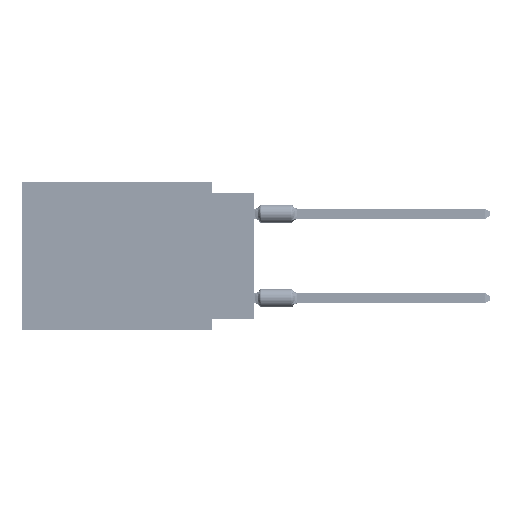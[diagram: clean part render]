
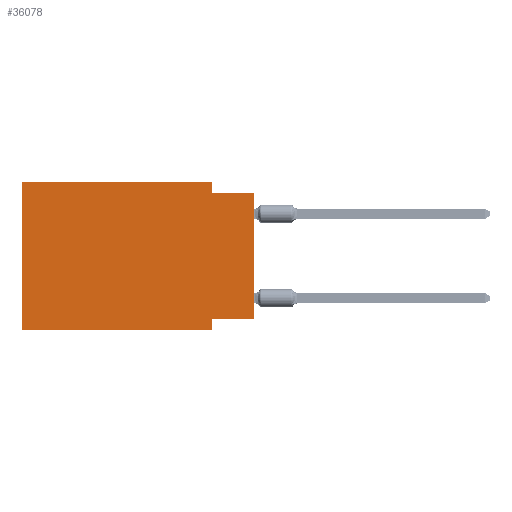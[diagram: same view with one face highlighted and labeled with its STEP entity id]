
A CAD part, left-side view. The second image highlights one B-rep face of the part: STEP entity #36078.
In plain terms, the highlighted planar face has unit normal (-1, 0, 0).
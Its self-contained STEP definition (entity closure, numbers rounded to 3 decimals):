
#2086 = VERTEX_POINT ( 'NONE', #22252 ) ;
#3008 = CARTESIAN_POINT ( 'NONE',  ( 0., 13.97, -8.89 ) ) ;
#3446 = ORIENTED_EDGE ( 'NONE', *, *, #53821, .F. ) ;
#6364 = CARTESIAN_POINT ( 'NONE',  ( 0., 13.97, 0. ) ) ;
#6387 = CARTESIAN_POINT ( 'NONE',  ( 0., 2.54, -8.255 ) ) ;
#7728 = VERTEX_POINT ( 'NONE', #49854 ) ;
#8059 = VERTEX_POINT ( 'NONE', #21883 ) ;
#8642 = ORIENTED_EDGE ( 'NONE', *, *, #48025, .F. ) ;
#14837 = DIRECTION ( 'NONE',  ( 0., -1., 0. ) ) ;
#17667 = EDGE_CURVE ( 'NONE', #62297, #42803, #62480, .T. ) ;
#18243 = VECTOR ( 'NONE', #21943, 1000. ) ;
#21754 = DIRECTION ( 'NONE',  ( 0., -1., 0. ) ) ;
#21883 = CARTESIAN_POINT ( 'NONE',  ( 0., 13.97, -8.89 ) ) ;
#21943 = DIRECTION ( 'NONE',  ( 0., 0., 1. ) ) ;
#22252 = CARTESIAN_POINT ( 'NONE',  ( 0., 2.54, -8.89 ) ) ;
#22566 = ORIENTED_EDGE ( 'NONE', *, *, #45176, .F. ) ;
#23475 = DIRECTION ( 'NONE',  ( 1., 0., 0. ) ) ;
#26194 = CARTESIAN_POINT ( 'NONE',  ( 0., 0., -8.255 ) ) ;
#26750 = EDGE_CURVE ( 'NONE', #66168, #42803, #79350, .T. ) ;
#27023 = DIRECTION ( 'NONE',  ( 0., 1., 0. ) ) ;
#28493 = CARTESIAN_POINT ( 'NONE',  ( 0., 0., 0. ) ) ;
#29015 = VERTEX_POINT ( 'NONE', #6364 ) ;
#29369 = ORIENTED_EDGE ( 'NONE', *, *, #55545, .T. ) ;
#29462 = AXIS2_PLACEMENT_3D ( 'NONE', #74547, #23475, #70128 ) ;
#29923 = CARTESIAN_POINT ( 'NONE',  ( 0., 2.54, 0. ) ) ;
#34759 = DIRECTION ( 'NONE',  ( 0., 0., 1. ) ) ;
#36078 = ADVANCED_FACE ( 'NONE', ( #81079 ), #47939, .F. ) ;
#36521 = ORIENTED_EDGE ( 'NONE', *, *, #17667, .T. ) ;
#39246 = EDGE_CURVE ( 'NONE', #29015, #7728, #47915, .T. ) ;
#39753 = DIRECTION ( 'NONE',  ( 0., 0., -1. ) ) ;
#42449 = VECTOR ( 'NONE', #21754, 1000. ) ;
#42803 = VERTEX_POINT ( 'NONE', #80791 ) ;
#43015 = CARTESIAN_POINT ( 'NONE',  ( 0., 13.97, 0. ) ) ;
#43054 = ORIENTED_EDGE ( 'NONE', *, *, #39246, .F. ) ;
#43240 = VECTOR ( 'NONE', #68819, 1000. ) ;
#45176 = EDGE_CURVE ( 'NONE', #8059, #29015, #61783, .T. ) ;
#45443 = VECTOR ( 'NONE', #83098, 1000. ) ;
#47897 = EDGE_LOOP ( 'NONE', ( #36521, #80363, #53297, #43054, #22566, #29369, #8642, #3446 ) ) ;
#47915 = LINE ( 'NONE', #68423, #42449 ) ;
#47939 = PLANE ( 'NONE',  #29462 ) ;
#48025 = EDGE_CURVE ( 'NONE', #59727, #2086, #59371, .T. ) ;
#49127 = LINE ( 'NONE', #29923, #45443 ) ;
#49854 = CARTESIAN_POINT ( 'NONE',  ( 0., 2.54, 0. ) ) ;
#50271 = EDGE_CURVE ( 'NONE', #7728, #66168, #49127, .T. ) ;
#53297 = ORIENTED_EDGE ( 'NONE', *, *, #50271, .F. ) ;
#53821 = EDGE_CURVE ( 'NONE', #62297, #59727, #67568, .T. ) ;
#54877 = VECTOR ( 'NONE', #27023, 1000. ) ;
#55545 = EDGE_CURVE ( 'NONE', #8059, #2086, #77044, .T. ) ;
#59002 = VECTOR ( 'NONE', #34759, 1000. ) ;
#59371 = LINE ( 'NONE', #79855, #78622 ) ;
#59727 = VERTEX_POINT ( 'NONE', #6387 ) ;
#60147 = CARTESIAN_POINT ( 'NONE',  ( 0., 0., -8.255 ) ) ;
#61783 = LINE ( 'NONE', #43015, #59002 ) ;
#62297 = VERTEX_POINT ( 'NONE', #26194 ) ;
#62480 = LINE ( 'NONE', #28493, #18243 ) ;
#66168 = VERTEX_POINT ( 'NONE', #77317 ) ;
#67568 = LINE ( 'NONE', #60147, #54877 ) ;
#68423 = CARTESIAN_POINT ( 'NONE',  ( 0., 13.97, 0. ) ) ;
#68819 = DIRECTION ( 'NONE',  ( 0., -1., 0. ) ) ;
#70128 = DIRECTION ( 'NONE',  ( 0., 0., -1. ) ) ;
#73255 = CARTESIAN_POINT ( 'NONE',  ( 0., 0., -0.635 ) ) ;
#74547 = CARTESIAN_POINT ( 'NONE',  ( 0., 13.97, 0. ) ) ;
#77044 = LINE ( 'NONE', #3008, #43240 ) ;
#77317 = CARTESIAN_POINT ( 'NONE',  ( 0., 2.54, -0.635 ) ) ;
#78622 = VECTOR ( 'NONE', #39753, 1000. ) ;
#79350 = LINE ( 'NONE', #73255, #83143 ) ;
#79855 = CARTESIAN_POINT ( 'NONE',  ( 0., 2.54, -8.89 ) ) ;
#80363 = ORIENTED_EDGE ( 'NONE', *, *, #26750, .F. ) ;
#80791 = CARTESIAN_POINT ( 'NONE',  ( 0., 0., -0.635 ) ) ;
#81079 = FACE_OUTER_BOUND ( 'NONE', #47897, .T. ) ;
#83098 = DIRECTION ( 'NONE',  ( 0., 0., -1. ) ) ;
#83143 = VECTOR ( 'NONE', #14837, 1000. ) ;
